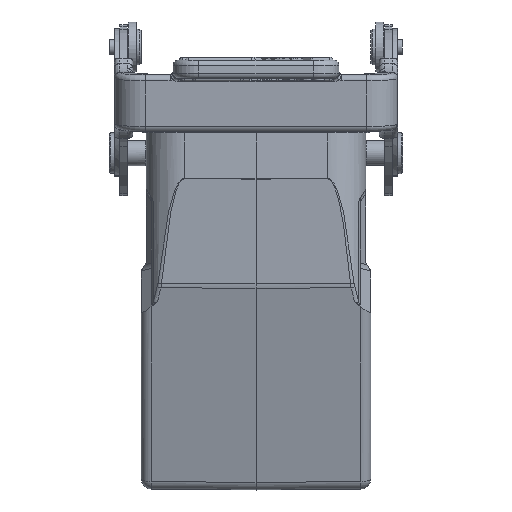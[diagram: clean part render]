
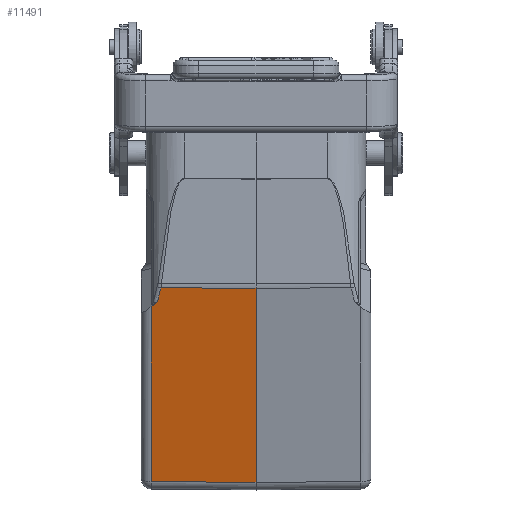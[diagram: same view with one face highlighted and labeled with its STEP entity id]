
A CAD part, left-side view. The second image highlights one B-rep face of the part: STEP entity #11491.
In plain terms, the highlighted planar face has unit normal (-0.966, 0.009, -0.259).
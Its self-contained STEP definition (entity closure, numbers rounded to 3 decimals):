
#9875=FACE_OUTER_BOUND('',#14790,.T.);
#11491=ADVANCED_FACE('',(#9875),#12331,.T.);
#12331=PLANE('',#37543);
#14790=EDGE_LOOP('',(#27400,#27401,#27402,#27403,#27404,#27405));
#15865=LINE('',#50111,#18247);
#15956=LINE('',#50707,#18338);
#15963=LINE('',#50791,#18345);
#17128=LINE('',#59855,#19549);
#17129=LINE('',#59857,#19550);
#18247=VECTOR('',#40376,1.);
#18338=VECTOR('',#40683,1.);
#18345=VECTOR('',#40714,1.);
#19549=VECTOR('',#45046,1.);
#19550=VECTOR('',#45049,1.);
#27400=ORIENTED_EDGE('',*,*,#31810,.T.);
#27401=ORIENTED_EDGE('',*,*,#31793,.F.);
#27402=ORIENTED_EDGE('',*,*,#31791,.F.);
#27403=ORIENTED_EDGE('',*,*,#31622,.T.);
#27404=ORIENTED_EDGE('',*,*,#34018,.F.);
#27405=ORIENTED_EDGE('',*,*,#34019,.T.);
#28552=VERTEX_POINT('',#50104);
#28555=VERTEX_POINT('',#50112);
#28664=VERTEX_POINT('',#50708);
#28665=VERTEX_POINT('',#50715);
#28676=VERTEX_POINT('',#50792);
#30067=VERTEX_POINT('',#59831);
#31622=EDGE_CURVE('',#28555,#28552,#15865,.T.);
#31791=EDGE_CURVE('',#28555,#28664,#15956,.T.);
#31793=EDGE_CURVE('',#28664,#28665,#34374,.T.);
#31810=EDGE_CURVE('',#28676,#28665,#15963,.T.);
#34018=EDGE_CURVE('',#30067,#28552,#17128,.T.);
#34019=EDGE_CURVE('',#30067,#28676,#17129,.T.);
#34374=CIRCLE('',#35968,46.25);
#35968=AXIS2_PLACEMENT_3D('',#50714,#40686,#40687);
#37543=AXIS2_PLACEMENT_3D('',#59858,#45050,#45051);
#40376=DIRECTION('',(0.259,0.,-0.966));
#40683=DIRECTION('',(-0.173,-0.765,0.62));
#40686=DIRECTION('',(0.966,-0.009,0.259));
#40687=DIRECTION('',(0.259,0.,-0.966));
#40714=DIRECTION('',(0.009,1.,0.002));
#45046=DIRECTION('',(0.007,1.,0.009));
#45049=DIRECTION('',(-0.259,0.,0.966));
#45050=DIRECTION('',(-0.966,0.009,-0.259));
#45051=DIRECTION('',(-0.259,0.,0.966));
#50104=CARTESIAN_POINT('',(-24.205,20.517,-70.339));
#50111=CARTESIAN_POINT('',(-29.272,20.517,-51.427));
#50112=CARTESIAN_POINT('',(-33.383,20.517,-36.083));
#50707=CARTESIAN_POINT('',(-33.259,21.065,-36.527));
#50708=CARTESIAN_POINT('',(-33.666,19.266,-35.069));
#50714=CARTESIAN_POINT('',(-31.836,-26.185,-43.434));
#50715=CARTESIAN_POINT('',(-34.389,18.655,-32.394));
#50791=CARTESIAN_POINT('',(-34.461,10.273,-32.407));
#50792=CARTESIAN_POINT('',(-34.549,0.,-32.423));
#59831=CARTESIAN_POINT('',(-24.342,0.,-70.518));
#59855=CARTESIAN_POINT('',(-24.272,10.39,-70.427));
#59857=CARTESIAN_POINT('',(-29.445,0.,-51.473));
#59858=CARTESIAN_POINT('',(-29.359,10.259,-51.45));
